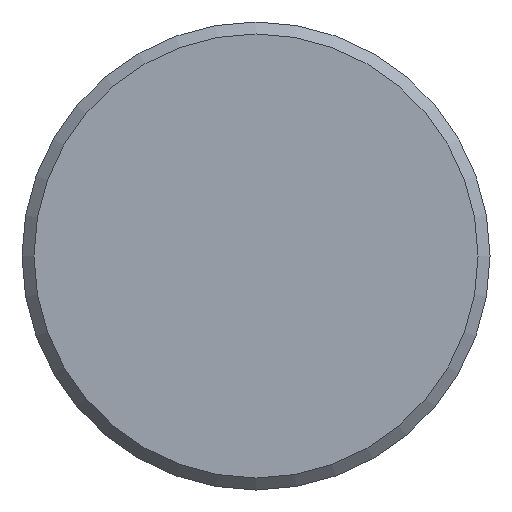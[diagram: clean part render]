
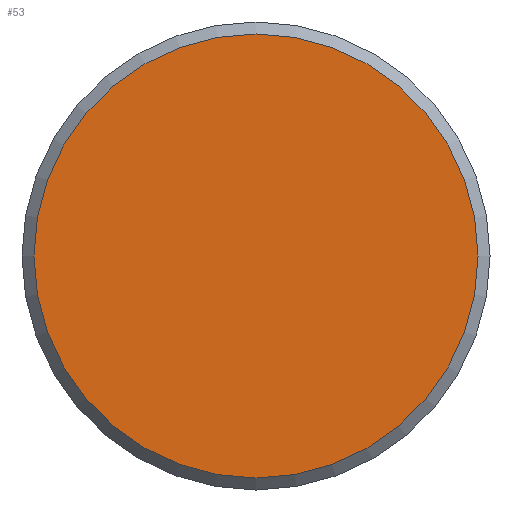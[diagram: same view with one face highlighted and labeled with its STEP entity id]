
A CAD part, front view. The second image highlights one B-rep face of the part: STEP entity #53.
In plain terms, the highlighted planar face has unit normal (0, -1, 0).
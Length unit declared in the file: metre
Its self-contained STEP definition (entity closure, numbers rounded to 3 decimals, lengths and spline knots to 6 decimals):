
#15=ORIENTED_EDGE('',*,*,#23,.T.);
#23=EDGE_CURVE('',#27,#27,#31,.T.);
#27=VERTEX_POINT('',#103);
#31=CIRCLE('',#72,0.00094);
#35=EDGE_LOOP('',(#15));
#43=FACE_BOUND('',#35,.T.);
#51=PLANE('',#71);
#53=ADVANCED_FACE('',(#43),#51,.F.);
#71=AXIS2_PLACEMENT_3D('',#101,#82,#83);
#72=AXIS2_PLACEMENT_3D('',#102,#84,#85);
#82=DIRECTION('',(0.,1.,0.));
#83=DIRECTION('',(0.,0.,1.));
#84=DIRECTION('',(0.,-1.,0.));
#85=DIRECTION('',(0.,0.,1.));
#101=CARTESIAN_POINT('',(0.,0.,0.));
#102=CARTESIAN_POINT('',(0.,0.,0.));
#103=CARTESIAN_POINT('',(0.,0.,0.00094));
